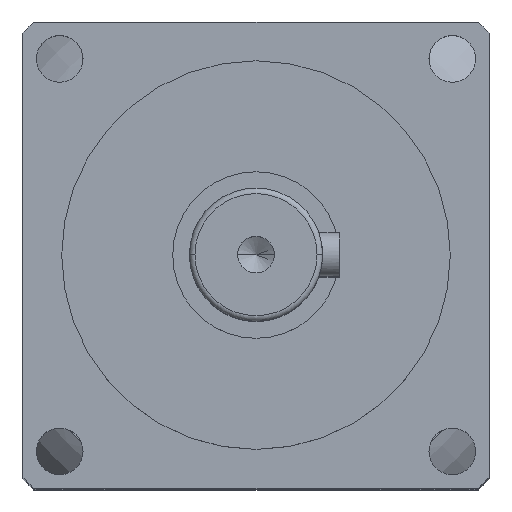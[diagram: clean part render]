
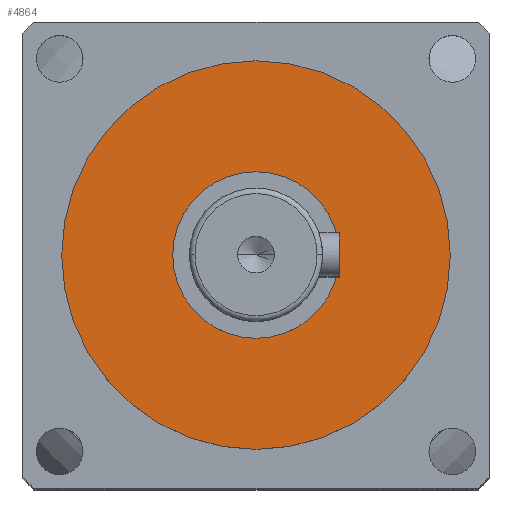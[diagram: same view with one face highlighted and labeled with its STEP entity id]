
A CAD part, top view. The second image highlights one B-rep face of the part: STEP entity #4864.
In plain terms, the highlighted planar face has unit normal (0, 0, 1).
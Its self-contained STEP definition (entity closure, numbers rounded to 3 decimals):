
#352 = DIRECTION ( 'NONE',  ( 1., 0., 0. ) ) ;
#670 = ORIENTED_EDGE ( 'NONE', *, *, #2600, .T. ) ;
#803 = VERTEX_POINT ( 'NONE', #4760 ) ;
#872 = AXIS2_PLACEMENT_3D ( 'NONE', #2163, #6190, #2751 ) ;
#939 = AXIS2_PLACEMENT_3D ( 'NONE', #2064, #6067, #2634 ) ;
#1061 = AXIS2_PLACEMENT_3D ( 'NONE', #2862, #2326, #6350 ) ;
#1156 = EDGE_CURVE ( 'NONE', #2839, #803, #4176, .T. ) ;
#1500 = FACE_BOUND ( 'NONE', #7313, .T. ) ;
#2064 = CARTESIAN_POINT ( 'NONE',  ( 0., 0., -21. ) ) ;
#2163 = CARTESIAN_POINT ( 'NONE',  ( 0., 0., -21. ) ) ;
#2326 = DIRECTION ( 'NONE',  ( 0., 0., -1. ) ) ;
#2501 = ORIENTED_EDGE ( 'NONE', *, *, #7323, .F. ) ;
#2525 = EDGE_LOOP ( 'NONE', ( #670, #2644 ) ) ;
#2600 = EDGE_CURVE ( 'NONE', #6563, #5574, #2647, .T. ) ;
#2634 = DIRECTION ( 'NONE',  ( 1., 0., 0. ) ) ;
#2644 = ORIENTED_EDGE ( 'NONE', *, *, #5803, .T. ) ;
#2647 = CIRCLE ( 'NONE', #5589, 17.5 ) ;
#2656 = AXIS2_PLACEMENT_3D ( 'NONE', #3257, #3234, #3209 ) ;
#2729 = CIRCLE ( 'NONE', #872, 17.5 ) ;
#2751 = DIRECTION ( 'NONE',  ( 1., 0., 0. ) ) ;
#2839 = VERTEX_POINT ( 'NONE', #6274 ) ;
#2862 = CARTESIAN_POINT ( 'NONE',  ( 0., 17.5, -21. ) ) ;
#2876 = CARTESIAN_POINT ( 'NONE',  ( -17.5, 0., -21. ) ) ;
#3209 = DIRECTION ( 'NONE',  ( 1., 0., 0. ) ) ;
#3234 = DIRECTION ( 'NONE',  ( 0., 0., 1. ) ) ;
#3257 = CARTESIAN_POINT ( 'NONE',  ( 0., 0., -21. ) ) ;
#3709 = DIRECTION ( 'NONE',  ( 0., 0., 1. ) ) ;
#4176 = CIRCLE ( 'NONE', #2656, 7.5 ) ;
#4345 = FACE_OUTER_BOUND ( 'NONE', #2525, .T. ) ;
#4760 = CARTESIAN_POINT ( 'NONE',  ( 7.5, 0., -21. ) ) ;
#4864 = ADVANCED_FACE ( 'NONE', ( #1500, #4345 ), #5776, .F. ) ;
#5448 = ORIENTED_EDGE ( 'NONE', *, *, #1156, .F. ) ;
#5574 = VERTEX_POINT ( 'NONE', #2876 ) ;
#5589 = AXIS2_PLACEMENT_3D ( 'NONE', #7133, #3709, #352 ) ;
#5776 = PLANE ( 'NONE',  #1061 ) ;
#5803 = EDGE_CURVE ( 'NONE', #5574, #6563, #2729, .T. ) ;
#5874 = CIRCLE ( 'NONE', #939, 7.5 ) ;
#6067 = DIRECTION ( 'NONE',  ( 0., 0., 1. ) ) ;
#6190 = DIRECTION ( 'NONE',  ( 0., 0., 1. ) ) ;
#6274 = CARTESIAN_POINT ( 'NONE',  ( -7.5, 0., -21. ) ) ;
#6350 = DIRECTION ( 'NONE',  ( -1., 0., 0. ) ) ;
#6563 = VERTEX_POINT ( 'NONE', #7102 ) ;
#7102 = CARTESIAN_POINT ( 'NONE',  ( 17.5, 0., -21. ) ) ;
#7133 = CARTESIAN_POINT ( 'NONE',  ( 0., 0., -21. ) ) ;
#7313 = EDGE_LOOP ( 'NONE', ( #2501, #5448 ) ) ;
#7323 = EDGE_CURVE ( 'NONE', #803, #2839, #5874, .T. ) ;
